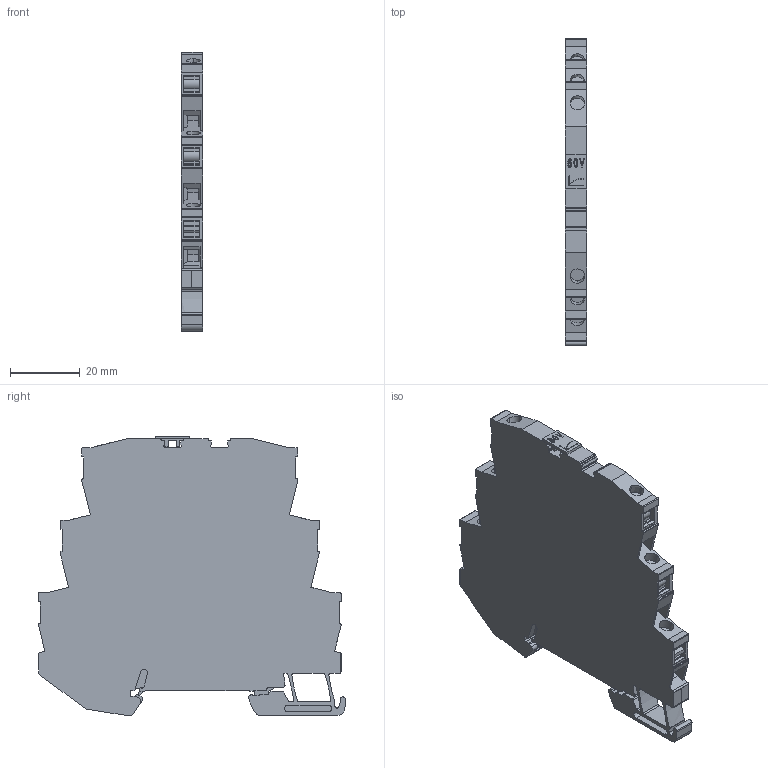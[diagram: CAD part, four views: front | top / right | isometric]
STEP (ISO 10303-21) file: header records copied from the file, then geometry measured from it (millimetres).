
FILE_DESCRIPTION(('CATIA V5R24 STEP','CAx-IF Rec.Pracs.--- Model Styling and Organization---1.2---2011-12-15'),'2;1');
FILE_NAME ('9299063_5_1064290000_S3D_VSSC6_CL_CLFG_60VAC-DC_0-5A.stp','2017-10-09T11:44:42+00:00',('none'),('Weidmueller'),'CATIA Version 5-6 Release 2014 SP4','CATIA V5 STEP AP214','none');
FILE_SCHEMA(('AUTOMOTIVE_DESIGN { 1 0 10303 214 1 1 1 1 }'));
Length unit declared in the file: millimetre
Products named in the file (1): 1064210000
Bounding box: 6.1 x 88.11 x 80.34 mm (x, y, z)
Volume: 25457 mm3; surface area: 21787.6 mm2
Topology: 14 solids, 14 shells, 845 faces, 2523 edges, 1729 vertices
Faces by surface type: plane 566, cylinder 243, extrusion 36
Entity records: 29086 total; most frequent: CARTESIAN_POINT 5927, ORIENTED_EDGE 5046, DIRECTION 3854, EDGE_CURVE 2523, VECTOR 1938, LINE 1902, VERTEX_POINT 1729, AXIS2_PLACEMENT_3D 1227
